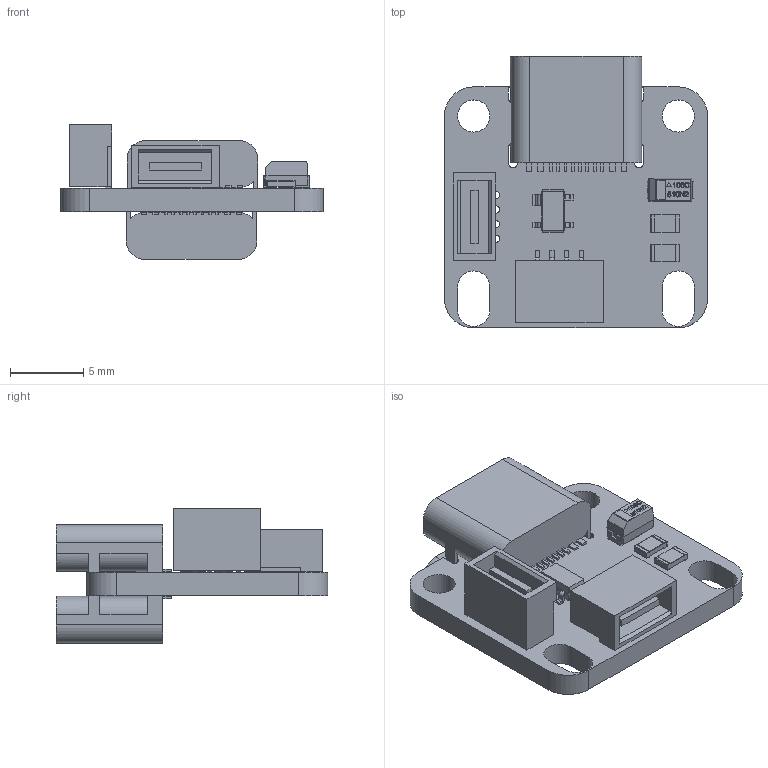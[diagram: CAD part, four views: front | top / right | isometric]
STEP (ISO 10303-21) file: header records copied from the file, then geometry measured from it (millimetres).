
FILE_DESCRIPTION(('KiCad electronic assembly'),'2;1');
FILE_NAME('pcb.step','2020-05-08T17:04:34',('An Author'),('A Company'), 'Open CASCADE STEP processor 6.9','KiCad to STEP converter','Unknown' );
FILE_SCHEMA(('AUTOMOTIVE_DESIGN { 1 0 10303 214 1 1 1 1 }'));
Length unit declared in the file: millimetre
Products named in the file (12): Open CASCADE STEP translator 6.9 1; JST-SR-4; SOLID; CP_EIA-3216-18_Kemet-A_v3; COMPOUND; R_0805_2012Metric; SOT-143; HRO-TYPE-C-31-M-12
Assembly tree (14 placements, depth 3):
  Open CASCADE STEP translator 6.9 1
    JST-SR-4  x2
      SOLID
    CP_EIA-3216-18_Kemet-A_v3
      COMPOUND
    R_0805_2012Metric  x2
      SOLID
    SOT-143
      SOLID
    HRO-TYPE-C-31-M-12  x2
      SOLID
    COMPOUND
Bounding box: 18 x 18.6 x 9.21 mm (x, y, z)
Volume: 736.7 mm3; surface area: 2031.4 mm2
Topology: 19 solids, 19 shells, 786 faces, 2110 edges, 1376 vertices
Faces by surface type: plane 503, bspline 156, cylinder 107, cone 20
Full cylindrical faces by diameter (mm): 0.5 x8, 0.65 x2, 2.2 x2
Entity records: 42949 total; most frequent: CARTESIAN_POINT 12538, DIRECTION 4548, LINE 3217, VECTOR 3217, ORIENTED_EDGE 3104, PCURVE 3104, DEFINITIONAL_REPRESENTATION 3104, EDGE_CURVE 1552
